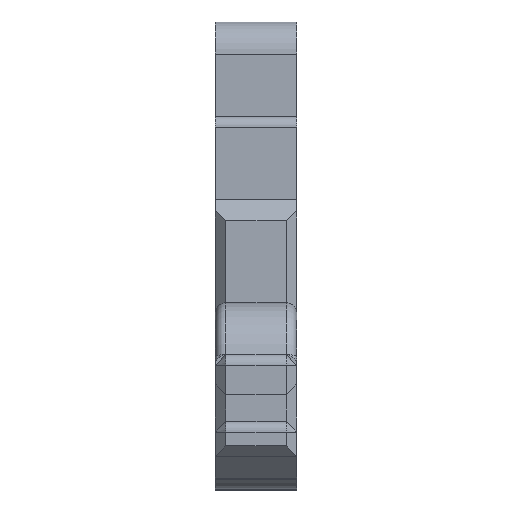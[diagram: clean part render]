
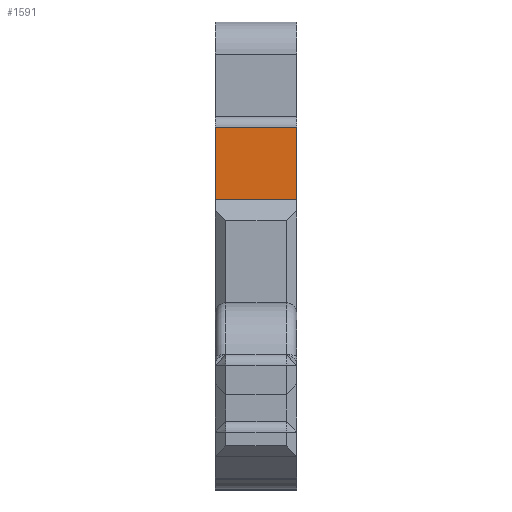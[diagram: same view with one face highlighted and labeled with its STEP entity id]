
A CAD part, top view. The second image highlights one B-rep face of the part: STEP entity #1591.
In plain terms, the highlighted planar face has unit normal (0, 0, 1).
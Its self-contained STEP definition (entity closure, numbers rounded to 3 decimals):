
#86=PLANE('',#1724);
#137=LINE('',#2326,#321);
#157=LINE('',#2374,#341);
#277=LINE('',#2921,#461);
#278=LINE('',#2923,#462);
#321=VECTOR('',#1828,10.);
#341=VECTOR('',#1858,10.);
#461=VECTOR('',#2122,10.);
#462=VECTOR('',#2125,10.);
#561=FACE_OUTER_BOUND('',#653,.T.);
#653=EDGE_LOOP('',(#1449,#1450,#1451,#1452));
#747=VERTEX_POINT('',#2323);
#748=VERTEX_POINT('',#2325);
#770=VERTEX_POINT('',#2371);
#771=VERTEX_POINT('',#2373);
#891=EDGE_CURVE('',#747,#748,#137,.T.);
#915=EDGE_CURVE('',#770,#771,#157,.T.);
#1051=EDGE_CURVE('',#771,#747,#277,.T.);
#1052=EDGE_CURVE('',#770,#748,#278,.T.);
#1449=ORIENTED_EDGE('',*,*,#1051,.F.);
#1450=ORIENTED_EDGE('',*,*,#915,.F.);
#1451=ORIENTED_EDGE('',*,*,#1052,.T.);
#1452=ORIENTED_EDGE('',*,*,#891,.F.);
#1591=ADVANCED_FACE('',(#561),#86,.T.);
#1724=AXIS2_PLACEMENT_3D('',#2922,#2123,#2124);
#1828=DIRECTION('',(0.,-1.,0.));
#1858=DIRECTION('',(0.,1.,0.));
#2122=DIRECTION('',(1.,0.,0.));
#2123=DIRECTION('center_axis',(0.,0.,1.));
#2124=DIRECTION('ref_axis',(0.,-1.,0.));
#2125=DIRECTION('',(1.,0.,0.));
#2323=CARTESIAN_POINT('',(7.8,2.816,40.69));
#2325=CARTESIAN_POINT('',(7.8,-9.887,40.69));
#2326=CARTESIAN_POINT('',(7.8,-9.887,40.69));
#2371=CARTESIAN_POINT('',(0.2,-9.887,40.69));
#2373=CARTESIAN_POINT('',(0.2,2.816,40.69));
#2374=CARTESIAN_POINT('',(0.2,-9.887,40.69));
#2921=CARTESIAN_POINT('',(0.,2.816,40.69));
#2922=CARTESIAN_POINT('Origin',(0.,3.816,40.69));
#2923=CARTESIAN_POINT('',(0.,-9.887,40.69));
